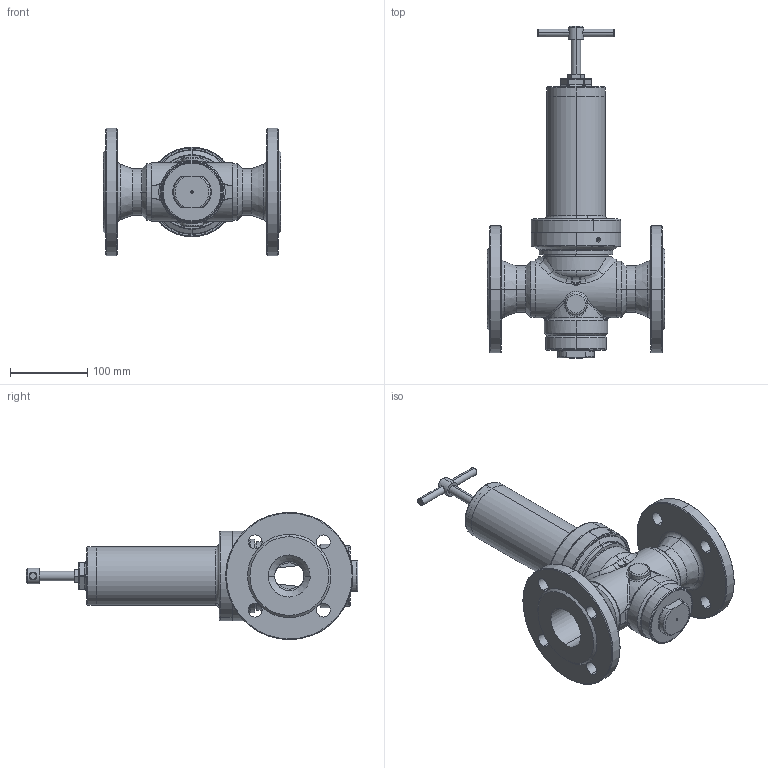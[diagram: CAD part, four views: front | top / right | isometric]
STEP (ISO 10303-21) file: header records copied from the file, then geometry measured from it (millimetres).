
FILE_DESCRIPTION (( 'STEP AP203' ), '1' );
FILE_NAME ('Typ_81-BG_III-D050-(84-99).STEP', '2021-04-13T06:59:08', ( '' ), ( '' ), 'SwSTEP 2.0', 'SolidWorks 2016', '' );
FILE_SCHEMA (( 'CONFIG_CONTROL_DESIGN' ));
Length unit declared in the file: millimetre
Products named in the file (1): Typ_81-BG_III-D050-(84-99)
Bounding box: 230 x 430 x 165 mm (x, y, z)
Volume: 1381443.1 mm3; surface area: 383822.6 mm2
Topology: 10 solids, 10 shells, 475 faces, 1091 edges, 644 vertices
Faces by surface type: cylinder 156, cone 129, torus 84, plane 64, bspline 34, sphere 8
Entity records: 17690 total; most frequent: CARTESIAN_POINT 6966, DIRECTION 2357, ORIENTED_EDGE 2166, EDGE_CURVE 1083, AXIS2_PLACEMENT_3D 1035, VERTEX_POINT 644, CIRCLE 593, EDGE_LOOP 529
